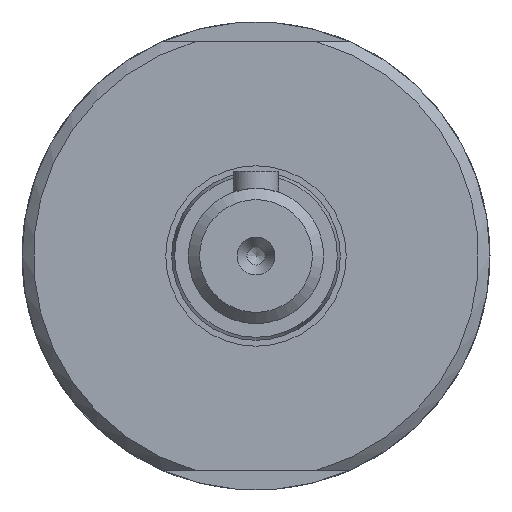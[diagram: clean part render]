
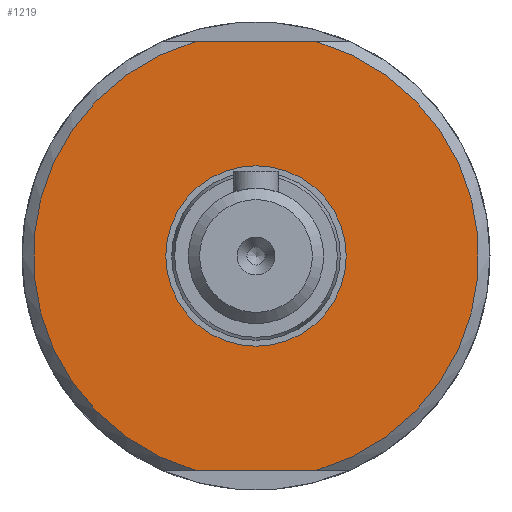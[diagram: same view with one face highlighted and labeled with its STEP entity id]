
A CAD part, left-side view. The second image highlights one B-rep face of the part: STEP entity #1219.
In plain terms, the highlighted planar face has unit normal (-1, 0, 0).
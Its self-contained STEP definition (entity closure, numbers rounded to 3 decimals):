
#951=CARTESIAN_POINT('',(-85.,-5.391,-19.));
#952=VERTEX_POINT('',#951);
#968=CARTESIAN_POINT('',(-85.,5.391,-19.0));
#969=VERTEX_POINT('',#968);
#970=CARTESIAN_POINT('',(-85.,5.391,-19.0));
#971=DIRECTION('',(0.0,-1.0,0.0));
#972=VECTOR('',#971,10.782);
#973=LINE('',#970,#972);
#974=EDGE_CURVE('',#969,#952,#973,.T.);
#1039=CARTESIAN_POINT('',(-85.,-5.391,19.));
#1040=VERTEX_POINT('',#1039);
#1078=CARTESIAN_POINT('',(-85.,5.391,19.));
#1079=VERTEX_POINT('',#1078);
#1093=CARTESIAN_POINT('',(-85.,-5.391,19.));
#1094=DIRECTION('',(0.0,1.0,0.0));
#1095=VECTOR('',#1094,10.782);
#1096=LINE('',#1093,#1095);
#1097=EDGE_CURVE('',#1040,#1079,#1096,.T.);
#1124=CARTESIAN_POINT('',(-85.,0.,0.));
#1125=DIRECTION('',(1.0,0.0,0.0));
#1126=DIRECTION('',(0.0,1.0,0.0));
#1127=AXIS2_PLACEMENT_3D('',#1124,#1125,#1126);
#1128=CIRCLE('',#1127,19.75);
#1129=EDGE_CURVE('',#969,#1079,#1128,.T.);
#1175=CARTESIAN_POINT('',(-85.,0.,0.));
#1176=DIRECTION('',(1.0,0.0,0.0));
#1177=DIRECTION('',(0.0,1.0,0.0));
#1178=AXIS2_PLACEMENT_3D('',#1175,#1176,#1177);
#1179=CIRCLE('',#1178,19.75);
#1180=EDGE_CURVE('',#1040,#952,#1179,.T.);
#1193=CARTESIAN_POINT('',(-85.,8.,0.));
#1194=VERTEX_POINT('',#1193);
#1195=CARTESIAN_POINT('',(-85.,0.,0.));
#1196=DIRECTION('',(1.0,0.0,0.0));
#1197=DIRECTION('',(0.0,1.0,0.0));
#1198=AXIS2_PLACEMENT_3D('',#1195,#1196,#1197);
#1199=CIRCLE('',#1198,8.0);
#1200=EDGE_CURVE('',#1194,#1194,#1199,.T.);
#1205=CARTESIAN_POINT('',(-85.,13.875,0.));
#1206=DIRECTION('',(-1.0,0.0,0.0));
#1207=DIRECTION('',(0.0,0.0,1.0));
#1208=AXIS2_PLACEMENT_3D('',#1205,#1206,#1207);
#1209=PLANE('',#1208);
#1210=ORIENTED_EDGE('',*,*,#974,.T.);
#1211=ORIENTED_EDGE('',*,*,#1180,.F.);
#1212=ORIENTED_EDGE('',*,*,#1097,.T.);
#1213=ORIENTED_EDGE('',*,*,#1129,.F.);
#1214=EDGE_LOOP('',(#1210,#1211,#1212,#1213));
#1215=FACE_OUTER_BOUND('',#1214,.T.);
#1216=ORIENTED_EDGE('',*,*,#1200,.T.);
#1217=EDGE_LOOP('',(#1216));
#1218=FACE_BOUND('',#1217,.T.);
#1219=ADVANCED_FACE('',(#1215,#1218),#1209,.T.);
